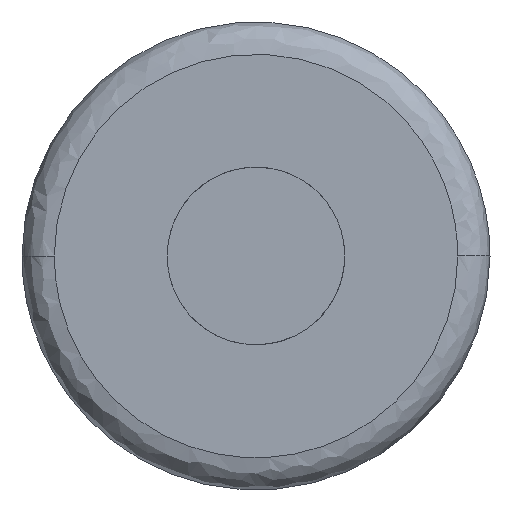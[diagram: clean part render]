
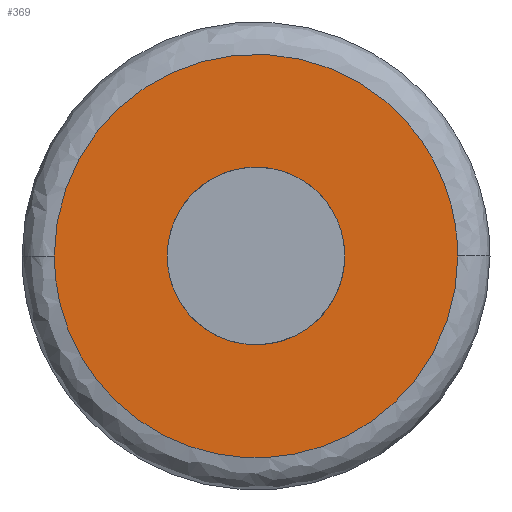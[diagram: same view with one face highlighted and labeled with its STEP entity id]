
A CAD part, left-side view. The second image highlights one B-rep face of the part: STEP entity #369.
In plain terms, the highlighted planar face has unit normal (-1, 0, 0).
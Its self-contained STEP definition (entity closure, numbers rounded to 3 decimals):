
#2 = CARTESIAN_POINT ( 'NONE',  ( 0., -3.661, -6.25 ) ) ;
#8 = PLANE ( 'NONE',  #179 ) ;
#18 = CARTESIAN_POINT ( 'NONE',  ( 0., -2.75, 0. ) ) ;
#38 = CARTESIAN_POINT ( 'NONE',  ( 0., -2.75, -5.5 ) ) ;
#42 = CARTESIAN_POINT ( 'NONE',  ( 0., 2.75, 0. ) ) ;
#46 = CARTESIAN_POINT ( 'NONE',  ( 0., -2.75, 0.364 ) ) ;
#47 = DIRECTION ( 'NONE',  ( 1., 0., 0. ) ) ;
#72 = CARTESIAN_POINT ( 'NONE',  ( 0., 2.75, -5.5 ) ) ;
#87 = CARTESIAN_POINT ( 'NONE',  ( 0., -6.25, -3.661 ) ) ;
#93 = CARTESIAN_POINT ( 'NONE',  ( 0., 1.686, 2.203 ) ) ;
#94 = EDGE_CURVE ( 'NONE', #337, #312, #154, .T. ) ;
#97 = CARTESIAN_POINT ( 'NONE',  ( 0., 3.661, -6.25 ) ) ;
#127 = CARTESIAN_POINT ( 'NONE',  ( 0., 1.39, 2.401 ) ) ;
#128 = EDGE_CURVE ( 'NONE', #488, #295, #178, .T. ) ;
#135 = CARTESIAN_POINT ( 'NONE',  ( 0., 0.715, 2.68 ) ) ;
#151 = ORIENTED_EDGE ( 'NONE', *, *, #128, .F. ) ;
#154 =( BOUNDED_CURVE ( )  B_SPLINE_CURVE ( 3, ( #389, #346, #426, #422 ),
 .UNSPECIFIED., .F., .F. ) 
 B_SPLINE_CURVE_WITH_KNOTS ( ( 4, 4 ),
 ( 0., 1. ),
 .UNSPECIFIED. ) 
 CURVE ( )  GEOMETRIC_REPRESENTATION_ITEM ( )  RATIONAL_B_SPLINE_CURVE ( ( 1., 0.333, 0.333, 1. ) ) 
 REPRESENTATION_ITEM ( '' )  );
#177 = EDGE_LOOP ( 'NONE', ( #385, #266 ) ) ;
#178 =( BOUNDED_CURVE ( )  B_SPLINE_CURVE ( 3, ( #499, #72, #38, #304 ),
 .UNSPECIFIED., .F., .T. ) 
 B_SPLINE_CURVE_WITH_KNOTS ( ( 4, 4 ),
 ( 0., 1. ),
 .UNSPECIFIED. ) 
 CURVE ( )  GEOMETRIC_REPRESENTATION_ITEM ( )  RATIONAL_B_SPLINE_CURVE ( ( 1., 0.333, 0.333, 1. ) ) 
 REPRESENTATION_ITEM ( '' )  );
#179 = AXIS2_PLACEMENT_3D ( 'NONE', #248, #47, #279 ) ;
#180 = CARTESIAN_POINT ( 'NONE',  ( 0., 6.25, 0. ) ) ;
#210 = CARTESIAN_POINT ( 'NONE',  ( 0., -0.365, 2.75 ) ) ;
#211 = FACE_BOUND ( 'NONE', #277, .T. ) ;
#221 = CARTESIAN_POINT ( 'NONE',  ( 0., -6.25, 0. ) ) ;
#233 = EDGE_CURVE ( 'NONE', #488, #295, #274, .T. ) ;
#237 = CARTESIAN_POINT ( 'NONE',  ( 0., -6.25, 0. ) ) ;
#245 =( BOUNDED_CURVE ( )  B_SPLINE_CURVE ( 3, ( #237, #87, #2, #332, #97, #415, #180 ),
 .UNSPECIFIED., .F., .F. ) 
 B_SPLINE_CURVE_WITH_KNOTS ( ( 4, 3, 4 ),
 ( 0., 0.5, 1. ),
 .UNSPECIFIED. ) 
 CURVE ( )  GEOMETRIC_REPRESENTATION_ITEM ( )  RATIONAL_B_SPLINE_CURVE ( ( 1., 0.805, 0.805, 1., 0.805, 0.805, 1. ) ) 
 REPRESENTATION_ITEM ( '' )  );
#246 = CARTESIAN_POINT ( 'NONE',  ( 0., -1.686, 2.203 ) ) ;
#248 = CARTESIAN_POINT ( 'NONE',  ( 0., 0., 0. ) ) ;
#251 = CARTESIAN_POINT ( 'NONE',  ( 0., 2.68, 0.715 ) ) ;
#254 = CARTESIAN_POINT ( 'NONE',  ( 0., -2.68, 0.715 ) ) ;
#266 = ORIENTED_EDGE ( 'NONE', *, *, #94, .F. ) ;
#274 = B_SPLINE_CURVE_WITH_KNOTS ( 'NONE', 3,
 ( #479, #472, #251, #331, #292, #93, #127, #135, #411, #210, #475, #437, #246, #293, #478, #254, #46, #18 ),
 .UNSPECIFIED., .F., .F.,
 ( 4, 2, 2, 2, 2, 2, 2, 2, 4 ),
 ( 0., 0.125, 0.25, 0.375, 0.5, 0.625, 0.75, 0.875, 1. ),
 .UNSPECIFIED. ) ;
#277 = EDGE_LOOP ( 'NONE', ( #476, #151 ) ) ;
#279 = DIRECTION ( 'NONE',  ( 0., 0., -1. ) ) ;
#292 = CARTESIAN_POINT ( 'NONE',  ( 0., 2.203, 1.686 ) ) ;
#293 = CARTESIAN_POINT ( 'NONE',  ( 0., -2.203, 1.686 ) ) ;
#295 = VERTEX_POINT ( 'NONE', #414 ) ;
#304 = CARTESIAN_POINT ( 'NONE',  ( 0., -2.75, 0. ) ) ;
#312 = VERTEX_POINT ( 'NONE', #221 ) ;
#331 = CARTESIAN_POINT ( 'NONE',  ( 0., 2.401, 1.39 ) ) ;
#332 = CARTESIAN_POINT ( 'NONE',  ( 0., 0., -6.25 ) ) ;
#337 = VERTEX_POINT ( 'NONE', #381 ) ;
#346 = CARTESIAN_POINT ( 'NONE',  ( 0., 6.25, 12.5 ) ) ;
#369 = ADVANCED_FACE ( 'NONE', ( #211, #447 ), #8, .F. ) ;
#381 = CARTESIAN_POINT ( 'NONE',  ( 0., 6.25, 0. ) ) ;
#385 = ORIENTED_EDGE ( 'NONE', *, *, #463, .F. ) ;
#389 = CARTESIAN_POINT ( 'NONE',  ( 0., 6.25, 0. ) ) ;
#411 = CARTESIAN_POINT ( 'NONE',  ( 0., 0.365, 2.75 ) ) ;
#414 = CARTESIAN_POINT ( 'NONE',  ( 0., -2.75, 0. ) ) ;
#415 = CARTESIAN_POINT ( 'NONE',  ( 0., 6.25, -3.661 ) ) ;
#422 = CARTESIAN_POINT ( 'NONE',  ( 0., -6.25, 0. ) ) ;
#426 = CARTESIAN_POINT ( 'NONE',  ( 0., -6.25, 12.5 ) ) ;
#437 = CARTESIAN_POINT ( 'NONE',  ( 0., -1.39, 2.401 ) ) ;
#447 = FACE_OUTER_BOUND ( 'NONE', #177, .T. ) ;
#463 = EDGE_CURVE ( 'NONE', #312, #337, #245, .T. ) ;
#472 = CARTESIAN_POINT ( 'NONE',  ( 0., 2.75, 0.365 ) ) ;
#475 = CARTESIAN_POINT ( 'NONE',  ( 0., -0.715, 2.68 ) ) ;
#476 = ORIENTED_EDGE ( 'NONE', *, *, #233, .T. ) ;
#478 = CARTESIAN_POINT ( 'NONE',  ( 0., -2.401, 1.389 ) ) ;
#479 = CARTESIAN_POINT ( 'NONE',  ( 0., 2.75, 0. ) ) ;
#488 = VERTEX_POINT ( 'NONE', #42 ) ;
#499 = CARTESIAN_POINT ( 'NONE',  ( 0., 2.75, 0. ) ) ;
